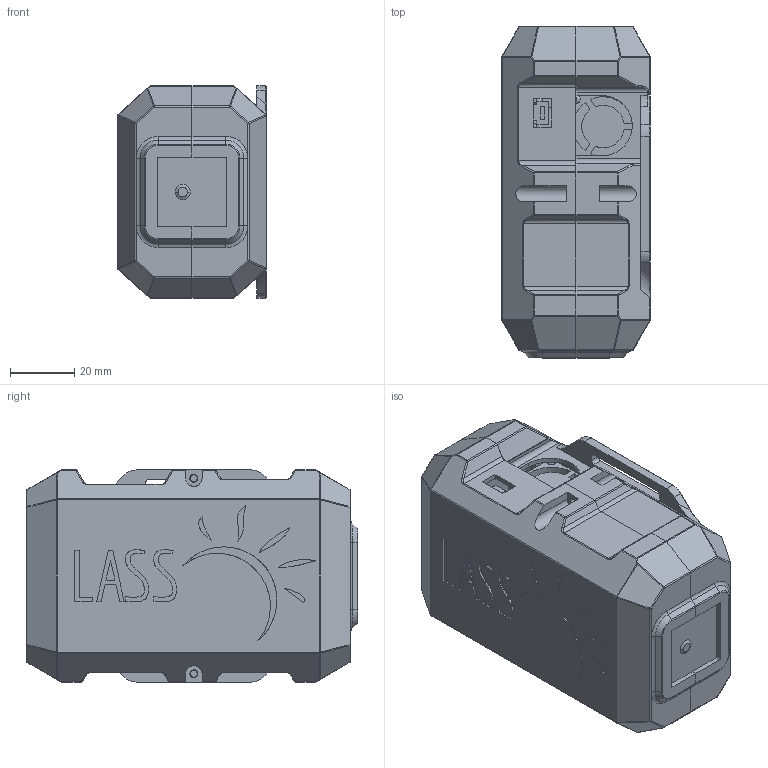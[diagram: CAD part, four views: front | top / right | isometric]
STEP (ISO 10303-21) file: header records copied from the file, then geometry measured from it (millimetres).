
FILE_DESCRIPTION(('CATIA V5 STEP Exchange'),'2;1');
FILE_NAME('LASS BOX ver3.stp','2016-03-04T11:29:17+00:00',('none'),('none'),'CATIA Version 5 Release 21 SP 5 (IN-10)','CATIA V5 STEP AP203','none');
FILE_SCHEMA(('CONFIG_CONTROL_DESIGN'));
Length unit declared in the file: millimetre
Products named in the file (1): LASS BOX ver3
Bounding box: 46.3 x 103.2 x 66 mm (x, y, z)
Volume: 115468.2 mm3; surface area: 85220.1 mm2
Topology: 7 solids, 7 shells, 1225 faces, 3218 edges, 1991 vertices
Faces by surface type: plane 684, cylinder 356, sphere 74, extrusion 47, bspline 40, torus 12, cone 6, revolution 6
Entity records: 38547 total; most frequent: CARTESIAN_POINT 10848, ORIENTED_EDGE 6280, DIRECTION 4527, EDGE_CURVE 3140, VECTOR 2091, LINE 2044, VERTEX_POINT 1991, AXIS2_PLACEMENT_3D 1528
